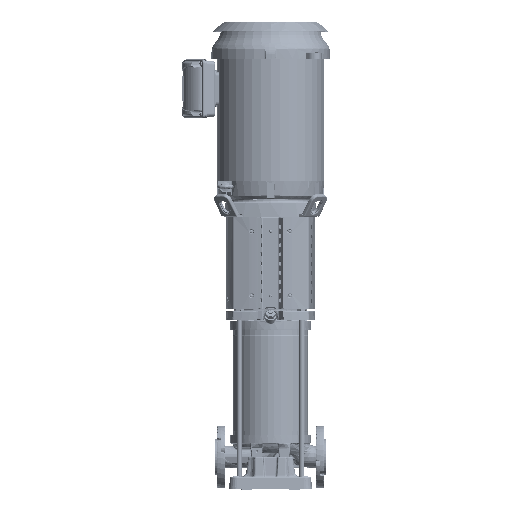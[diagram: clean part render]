
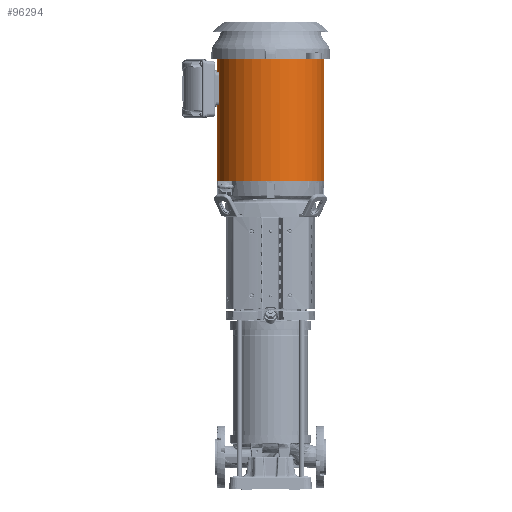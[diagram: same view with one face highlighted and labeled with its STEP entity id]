
A CAD part, top view. The second image highlights one B-rep face of the part: STEP entity #96294.
In plain terms, the highlighted cylindrical face has radius 146.3 mm (diameter 292.6 mm), a full revolution.
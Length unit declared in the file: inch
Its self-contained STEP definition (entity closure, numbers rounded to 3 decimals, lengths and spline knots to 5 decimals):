
#14991=CIRCLE('',#105590,5.75984);
#14992=CIRCLE('',#105591,5.75984);
#19873=FACE_OUTER_BOUND('',#25178,.T.);
#25178=EDGE_LOOP('',(#88823,#88824,#88825,#88826));
#33556=LINE('',#347778,#38573);
#33557=LINE('',#347781,#38574);
#38573=VECTOR('',#128466,39.37008);
#38574=VECTOR('',#128469,39.37008);
#48260=VERTEX_POINT('',#347774);
#48261=VERTEX_POINT('',#347775);
#48262=VERTEX_POINT('',#347777);
#48263=VERTEX_POINT('',#347779);
#62934=EDGE_CURVE('',#48260,#48261,#14991,.T.);
#62935=EDGE_CURVE('',#48261,#48262,#33556,.T.);
#62936=EDGE_CURVE('',#48262,#48263,#14992,.T.);
#62937=EDGE_CURVE('',#48263,#48260,#33557,.T.);
#88823=ORIENTED_EDGE('',*,*,#62934,.T.);
#88824=ORIENTED_EDGE('',*,*,#62935,.T.);
#88825=ORIENTED_EDGE('',*,*,#62936,.T.);
#88826=ORIENTED_EDGE('',*,*,#62937,.T.);
#91391=CYLINDRICAL_SURFACE('',#105589,5.75984);
#96294=ADVANCED_FACE('',(#19873),#91391,.T.);
#105589=AXIS2_PLACEMENT_3D('',#347773,#128462,#128463);
#105590=AXIS2_PLACEMENT_3D('',#347776,#128464,#128465);
#105591=AXIS2_PLACEMENT_3D('',#347780,#128467,#128468);
#128462=DIRECTION('center_axis',(0.,1.,0.));
#128463=DIRECTION('ref_axis',(0.,0.,1.));
#128464=DIRECTION('center_axis',(0.,-1.,0.));
#128465=DIRECTION('ref_axis',(-1.,0.,0.));
#128466=DIRECTION('',(0.,-1.,0.));
#128467=DIRECTION('center_axis',(0.,1.,0.));
#128468=DIRECTION('ref_axis',(-1.,0.,0.));
#128469=DIRECTION('',(0.,1.,0.));
#347773=CARTESIAN_POINT('Origin',(0.,-4.75604,
0.));
#347774=CARTESIAN_POINT('',(0.,46.03937,-5.75984));
#347775=CARTESIAN_POINT('',(-0.00101,46.03937,-5.75984));
#347776=CARTESIAN_POINT('Origin',(0.,46.03937,
0.));
#347777=CARTESIAN_POINT('',(-0.00101,33.04724,-5.75984));
#347778=CARTESIAN_POINT('',(-0.00101,-4.75604,-5.75984));
#347779=CARTESIAN_POINT('',(0.,33.04724,-5.75984));
#347780=CARTESIAN_POINT('Origin',(0.,33.04724,
0.));
#347781=CARTESIAN_POINT('',(0.,-4.75604,-5.75984));
